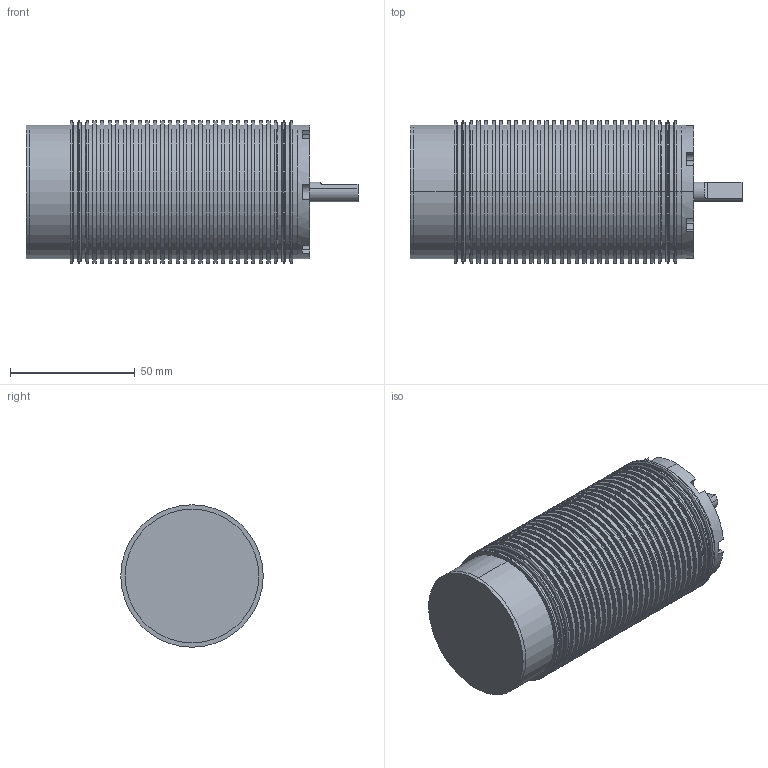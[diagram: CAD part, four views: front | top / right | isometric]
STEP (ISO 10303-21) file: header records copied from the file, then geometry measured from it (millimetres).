
FILE_DESCRIPTION (( 'STEP AP203' ), '1' );
FILE_NAME ('Castle Neu 2028 Motor.STEP', '2017-12-15T02:10:45', ( '' ), ( '' ), 'SwSTEP 2.0', 'SolidWorks 2015', '' );
FILE_SCHEMA (( 'CONFIG_CONTROL_DESIGN' ));
Length unit declared in the file: millimetre
Products named in the file (9): 2mm ball; Castle Neu 2028 End Cap; Castle Neu 2028 Can; Castle Neu 2028 Motor; Castle Neu 2028 Rotor; Castle Neu 2028 Front Plate; Inner Race 8x16x5mm; 8mmx16mmx5mm; Outer Race 8x16x5mm
Assembly tree (20 placements, depth 3):
  Castle Neu 2028 Motor
    Castle Neu 2028 Can
    Castle Neu 2028 Front Plate
    Castle Neu 2028 End Cap
    8mmx16mmx5mm  x2
      Inner Race 8x16x5mm
      Outer Race 8x16x5mm
      2mm ball
    Castle Neu 2028 Rotor
Bounding box: 132.87 x 57 x 57 mm (x, y, z)
Volume: 103426 mm3; surface area: 76992.6 mm2
Topology: 32 solids, 32 shells, 392 faces, 889 edges, 578 vertices
Faces by surface type: cylinder 183, plane 101, sphere 48, torus 44, cone 16
Entity records: 9800 total; most frequent: DIRECTION 1721, CARTESIAN_POINT 1419, ORIENTED_EDGE 1294, AXIS2_PLACEMENT_3D 744, EDGE_CURVE 647, VERTEX_POINT 418, CIRCLE 412, EDGE_LOOP 389
